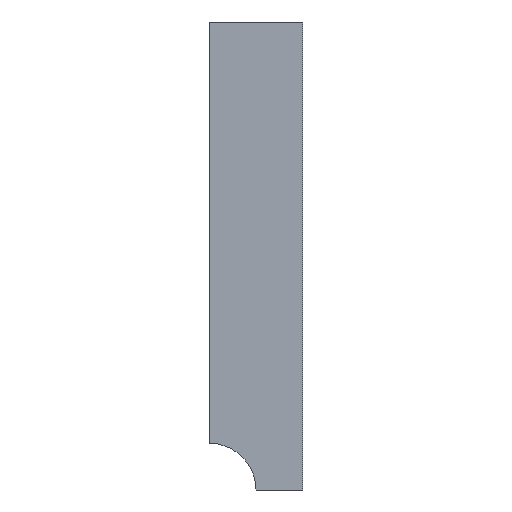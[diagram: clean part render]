
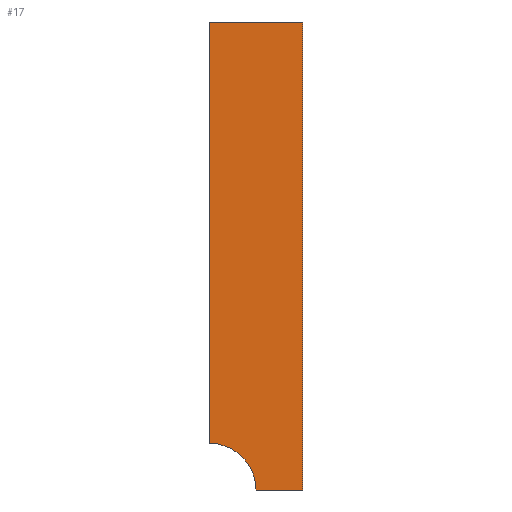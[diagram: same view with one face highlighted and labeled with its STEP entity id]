
A CAD part, top view. The second image highlights one B-rep face of the part: STEP entity #17.
In plain terms, the highlighted free-form (B-spline) face has degree [5, 8] with [6, 9] control points.
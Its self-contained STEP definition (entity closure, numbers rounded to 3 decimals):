
#17 = ADVANCED_FACE('',(#18),#32,.T.);
#18 = FACE_BOUND('',#19,.F.);
#19 = EDGE_LOOP('',(#20,#92,#107,#122,#137));
#20 = ORIENTED_EDGE('',*,*,#21,.T.);
#21 = EDGE_CURVE('',#22,#24,#26,.T.);
#22 = VERTEX_POINT('',#23);
#23 = CARTESIAN_POINT('',(10.,0.,0.));
#24 = VERTEX_POINT('',#25);
#25 = CARTESIAN_POINT('',(20.,0.,0.));
#26 = SURFACE_CURVE('',#27,(#31),.PCURVE_S1.);
#27 = LINE('',#28,#29);
#28 = CARTESIAN_POINT('',(10.,0.,0.));
#29 = VECTOR('',#30,1.);
#30 = DIRECTION('',(1.,0.,0.));
#31 = PCURVE('',#32,#87);
#32 = B_SPLINE_SURFACE_WITH_KNOTS('',5,8,(
    (#33,#34,#35,#36,#37,#38,#39,#40,#41)
    ,(#42,#43,#44,#45,#46,#47,#48,#49,#50)
    ,(#51,#52,#53,#54,#55,#56,#57,#58,#59)
    ,(#60,#61,#62,#63,#64,#65,#66,#67,#68)
    ,(#69,#70,#71,#72,#73,#74,#75,#76,#77)
    ,(#78,#79,#80,#81,#82,#83,#84,#85,#86
    )),.UNSPECIFIED.,.F.,.F.,.F.,(6,6),(9,9),(-46.682,
    63.69),(-11.927,11.824),
  .PIECEWISE_BEZIER_KNOTS.);
#33 = CARTESIAN_POINT('',(-0.825,-4.614,0.));
#34 = CARTESIAN_POINT('',(2.143,-4.561,0.));
#35 = CARTESIAN_POINT('',(5.111,-4.509,0.));
#36 = CARTESIAN_POINT('',(8.08,-4.456,0.));
#37 = CARTESIAN_POINT('',(11.048,-4.403,0.));
#38 = CARTESIAN_POINT('',(14.017,-4.351,0.));
#39 = CARTESIAN_POINT('',(16.985,-4.298,0.));
#40 = CARTESIAN_POINT('',(19.953,-4.245,0.));
#41 = CARTESIAN_POINT('',(22.922,-4.193,0.));
#42 = CARTESIAN_POINT('',(-1.217,17.457,0.));
#43 = CARTESIAN_POINT('',(1.752,17.51,0.));
#44 = CARTESIAN_POINT('',(4.72,17.563,0.));
#45 = CARTESIAN_POINT('',(7.689,17.615,0.));
#46 = CARTESIAN_POINT('',(10.656,17.668,0.));
#47 = CARTESIAN_POINT('',(13.625,17.72,0.));
#48 = CARTESIAN_POINT('',(16.594,17.773,0.));
#49 = CARTESIAN_POINT('',(19.562,17.826,0.));
#50 = CARTESIAN_POINT('',(22.531,17.878,0.));
#51 = CARTESIAN_POINT('',(-1.608,39.528,0.));
#52 = CARTESIAN_POINT('',(1.361,39.581,0.));
#53 = CARTESIAN_POINT('',(4.329,39.634,0.));
#54 = CARTESIAN_POINT('',(7.297,39.687,0.));
#55 = CARTESIAN_POINT('',(10.266,39.739,0.));
#56 = CARTESIAN_POINT('',(13.234,39.792,0.));
#57 = CARTESIAN_POINT('',(16.203,39.844,0.));
#58 = CARTESIAN_POINT('',(19.171,39.897,0.));
#59 = CARTESIAN_POINT('',(22.139,39.949,0.));
#60 = CARTESIAN_POINT('',(-1.999,61.6,0.));
#61 = CARTESIAN_POINT('',(0.969,61.652,0.));
#62 = CARTESIAN_POINT('',(3.938,61.705,0.));
#63 = CARTESIAN_POINT('',(6.906,61.757,0.));
#64 = CARTESIAN_POINT('',(9.875,61.81,0.));
#65 = CARTESIAN_POINT('',(12.843,61.863,0.));
#66 = CARTESIAN_POINT('',(15.811,61.915,0.));
#67 = CARTESIAN_POINT('',(18.78,61.968,0.));
#68 = CARTESIAN_POINT('',(21.748,62.02,0.));
#69 = CARTESIAN_POINT('',(-2.39,83.671,0.));
#70 = CARTESIAN_POINT('',(0.578,83.723,0.));
#71 = CARTESIAN_POINT('',(3.547,83.776,0.));
#72 = CARTESIAN_POINT('',(6.515,83.828,0.));
#73 = CARTESIAN_POINT('',(9.483,83.881,0.));
#74 = CARTESIAN_POINT('',(12.452,83.934,0.));
#75 = CARTESIAN_POINT('',(15.42,83.986,0.));
#76 = CARTESIAN_POINT('',(18.389,84.039,0.));
#77 = CARTESIAN_POINT('',(21.357,84.092,0.));
#78 = CARTESIAN_POINT('',(-2.781,105.742,0.));
#79 = CARTESIAN_POINT('',(0.187,105.794,0.));
#80 = CARTESIAN_POINT('',(3.155,105.847,0.));
#81 = CARTESIAN_POINT('',(6.124,105.899,0.));
#82 = CARTESIAN_POINT('',(9.092,105.952,0.));
#83 = CARTESIAN_POINT('',(12.061,106.005,0.));
#84 = CARTESIAN_POINT('',(15.029,106.057,0.));
#85 = CARTESIAN_POINT('',(17.997,106.11,0.));
#86 = CARTESIAN_POINT('',(20.966,106.163,0.));
#87 = DEFINITIONAL_REPRESENTATION('',(#88),#91);
#88 = B_SPLINE_CURVE_WITH_KNOTS('',1,(#89,#90),.UNSPECIFIED.,.F.,.F.,(2,
    2),(0.,10.),.PIECEWISE_BEZIER_KNOTS.);
#89 = CARTESIAN_POINT('',(-42.261,-1.022));
#90 = CARTESIAN_POINT('',(-42.438,8.977));
#91 = ( GEOMETRIC_REPRESENTATION_CONTEXT(2) 
PARAMETRIC_REPRESENTATION_CONTEXT() REPRESENTATION_CONTEXT('2D SPACE',''
  ) );
#92 = ORIENTED_EDGE('',*,*,#93,.T.);
#93 = EDGE_CURVE('',#24,#94,#96,.T.);
#94 = VERTEX_POINT('',#95);
#95 = CARTESIAN_POINT('',(20.,100.,0.));
#96 = SURFACE_CURVE('',#97,(#101),.PCURVE_S1.);
#97 = LINE('',#98,#99);
#98 = CARTESIAN_POINT('',(20.,0.,0.));
#99 = VECTOR('',#100,1.);
#100 = DIRECTION('',(0.,1.,0.));
#101 = PCURVE('',#32,#102);
#102 = DEFINITIONAL_REPRESENTATION('',(#103),#106);
#103 = B_SPLINE_CURVE_WITH_KNOTS('',1,(#104,#105),.UNSPECIFIED.,.F.,.F.,
  (2,2),(0.,100.),.PIECEWISE_BEZIER_KNOTS.);
#104 = CARTESIAN_POINT('',(-42.438,8.977));
#105 = CARTESIAN_POINT('',(57.546,10.749));
#106 = ( GEOMETRIC_REPRESENTATION_CONTEXT(2) 
PARAMETRIC_REPRESENTATION_CONTEXT() REPRESENTATION_CONTEXT('2D SPACE',''
  ) );
#107 = ORIENTED_EDGE('',*,*,#108,.T.);
#108 = EDGE_CURVE('',#94,#109,#111,.T.);
#109 = VERTEX_POINT('',#110);
#110 = CARTESIAN_POINT('',(0.,100.,0.));
#111 = SURFACE_CURVE('',#112,(#116),.PCURVE_S1.);
#112 = LINE('',#113,#114);
#113 = CARTESIAN_POINT('',(20.,100.,0.));
#114 = VECTOR('',#115,1.);
#115 = DIRECTION('',(-1.,0.,0.));
#116 = PCURVE('',#32,#117);
#117 = DEFINITIONAL_REPRESENTATION('',(#118),#121);
#118 = B_SPLINE_CURVE_WITH_KNOTS('',1,(#119,#120),.UNSPECIFIED.,.F.,.F.,
  (2,2),(0.,20.),.PIECEWISE_BEZIER_KNOTS.);
#119 = CARTESIAN_POINT('',(57.546,10.749));
#120 = CARTESIAN_POINT('',(57.9,-9.248));
#121 = ( GEOMETRIC_REPRESENTATION_CONTEXT(2) 
PARAMETRIC_REPRESENTATION_CONTEXT() REPRESENTATION_CONTEXT('2D SPACE',''
  ) );
#122 = ORIENTED_EDGE('',*,*,#123,.T.);
#123 = EDGE_CURVE('',#109,#124,#126,.T.);
#124 = VERTEX_POINT('',#125);
#125 = CARTESIAN_POINT('',(0.,10.,0.));
#126 = SURFACE_CURVE('',#127,(#131),.PCURVE_S1.);
#127 = LINE('',#128,#129);
#128 = CARTESIAN_POINT('',(0.,100.,0.));
#129 = VECTOR('',#130,1.);
#130 = DIRECTION('',(0.,-1.,0.));
#131 = PCURVE('',#32,#132);
#132 = DEFINITIONAL_REPRESENTATION('',(#133),#136);
#133 = B_SPLINE_CURVE_WITH_KNOTS('',1,(#134,#135),.UNSPECIFIED.,.F.,.F.,
  (2,2),(0.,90.),.PIECEWISE_BEZIER_KNOTS.);
#134 = CARTESIAN_POINT('',(57.9,-9.248));
#135 = CARTESIAN_POINT('',(-32.085,-10.843));
#136 = ( GEOMETRIC_REPRESENTATION_CONTEXT(2) 
PARAMETRIC_REPRESENTATION_CONTEXT() REPRESENTATION_CONTEXT('2D SPACE',''
  ) );
#137 = ORIENTED_EDGE('',*,*,#138,.T.);
#138 = EDGE_CURVE('',#124,#22,#139,.T.);
#139 = SURFACE_CURVE('',#140,(#145),.PCURVE_S1.);
#140 = CIRCLE('',#141,10.);
#141 = AXIS2_PLACEMENT_3D('',#142,#143,#144);
#142 = CARTESIAN_POINT('',(0.,0.,0.));
#143 = DIRECTION('',(0.,0.,-1.));
#144 = DIRECTION('',(1.,0.,0.));
#145 = PCURVE('',#32,#146);
#146 = DEFINITIONAL_REPRESENTATION('',(#147),#155);
#147 = B_SPLINE_CURVE_WITH_KNOTS('',6,(#148,#149,#150,#151,#152,#153,
    #154),.UNSPECIFIED.,.F.,.F.,(7,7),(4.712,6.283),
  .PIECEWISE_BEZIER_KNOTS.);
#148 = CARTESIAN_POINT('',(-32.085,-10.843));
#149 = CARTESIAN_POINT('',(-32.132,-8.225));
#150 = CARTESIAN_POINT('',(-33.,-5.623));
#151 = CARTESIAN_POINT('',(-34.687,-3.356));
#152 = CARTESIAN_POINT('',(-37.012,-1.751));
#153 = CARTESIAN_POINT('',(-39.644,-0.975));
#154 = CARTESIAN_POINT('',(-42.261,-1.022));
#155 = ( GEOMETRIC_REPRESENTATION_CONTEXT(2) 
PARAMETRIC_REPRESENTATION_CONTEXT() REPRESENTATION_CONTEXT('2D SPACE',''
  ) );
